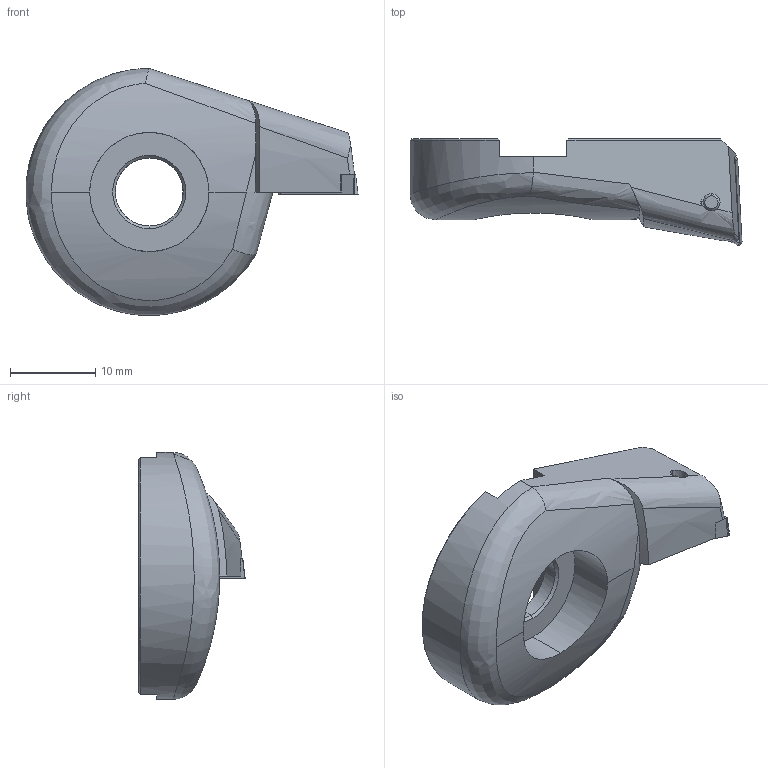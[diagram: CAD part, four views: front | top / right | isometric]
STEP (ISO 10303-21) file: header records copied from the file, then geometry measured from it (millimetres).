
FILE_DESCRIPTION(('no description'),'unknown implementation level');
FILE_NAME('7168FB68-B6D6-4B7C-BFD3-5D7CD9754C57_export.stp',' ',('CIMSOURCE GmbH'),('CADClick - KiM GmbH - www.kimweb.de'),'unknown preprocess','ACIS','unknown authorization');
FILE_SCHEMA(('automotive_design'));
Length unit declared in the file: millimetre
Products named in the file (3): 626.161 Kaiser ENH 61 TC11 68-100|655.383 Kaiser TCGT 110204 K10C;Kombinieren1; 626.161 Kaiser ENH 61 TC11 68-100|694.122 Kaiser ETL M2.5x6.5 T7 IP 10S;Kreismuster1; 626.161 Kaiser ENH 61 TC11 68-100|626.161 Kaiser ENH 61 TC11 68-100;Verrundung5
Bounding box: 38.97 x 12.5 x 29 mm (x, y, z)
Volume: 5122.9 mm3; surface area: 2875.6 mm2
Topology: 3 solids, 3 shells, 114 faces, 290 edges, 180 vertices
Faces by surface type: plane 39, cylinder 37, cone 27, torus 6, bspline 5
Entity records: 8725 total; most frequent: CARTESIAN_POINT 2650, DIRECTION 593, STYLED_ITEM 585, PRESENTATION_STYLE_ASSIGNMENT 585, COLOUR_RGB 585, ORIENTED_EDGE 576, EDGE_CURVE 288, CURVE_STYLE 288
